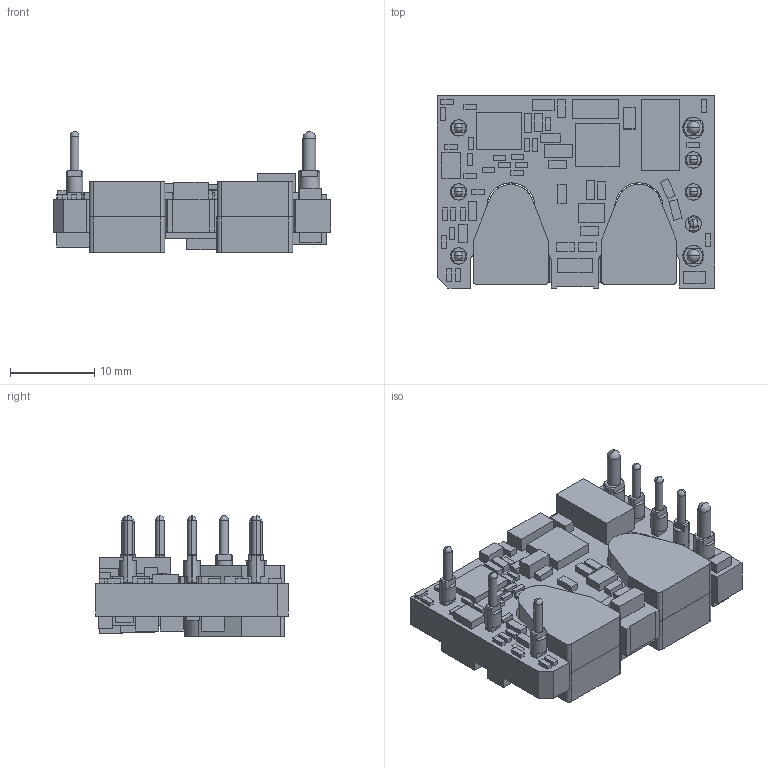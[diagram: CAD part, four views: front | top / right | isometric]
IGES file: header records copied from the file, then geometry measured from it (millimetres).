
Start section: SolidWorks IGES file using analytic representation for surfaces
Global section: file name: mps_dcdc_uls_100w_a.IGS; native system: SolidWorks 2012; preprocessor: SolidWorks 2012; author: jxiao; date: 160506.150131; units: millimetre
Bounding box: 33.02 x 22.86 x 14.34 mm (x, y, z)
Surface area: 5361.2 mm2 (no closed solid volume)
Topology: 0 solids, 0 shells, 1013 faces, 6380 edges, 6366 vertices
Faces by surface type: bspline 774, revolution 239
